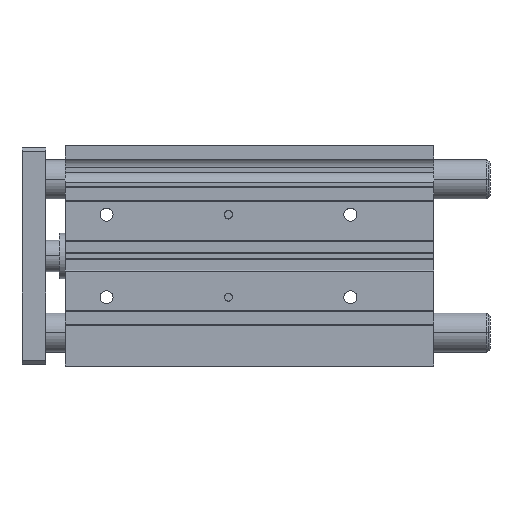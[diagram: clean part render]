
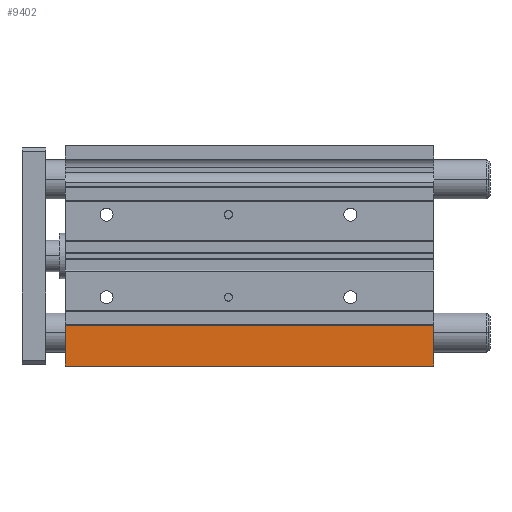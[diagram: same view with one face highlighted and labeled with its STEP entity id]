
A CAD part, top view. The second image highlights one B-rep face of the part: STEP entity #9402.
In plain terms, the highlighted planar face has unit normal (0, 0, 1).
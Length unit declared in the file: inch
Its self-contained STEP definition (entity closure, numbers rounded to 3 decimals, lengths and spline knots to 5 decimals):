
#94 = VERTEX_POINT ( 'NONE', #5378 ) ;
#265 = CARTESIAN_POINT ( 'NONE',  ( 0., -2.20472, 0.94488 ) ) ;
#679 = VERTEX_POINT ( 'NONE', #265 ) ;
#918 = PLANE ( 'NONE',  #8208 ) ;
#1160 = VERTEX_POINT ( 'NONE', #5523 ) ;
#1202 = LINE ( 'NONE', #3934, #11221 ) ;
#1250 = VECTOR ( 'NONE', #3524, 39.37008 ) ;
#2254 = CARTESIAN_POINT ( 'NONE',  ( 7.38189, -2.20472, 0.94488 ) ) ;
#2566 = DIRECTION ( 'NONE',  ( 0., 0., -1. ) ) ;
#2811 = CARTESIAN_POINT ( 'NONE',  ( 7.38189, -1.3878, 0.94488 ) ) ;
#3524 = DIRECTION ( 'NONE',  ( 0., -1., 0. ) ) ;
#3614 = CARTESIAN_POINT ( 'NONE',  ( 7.38189, -1.3878, 0.94488 ) ) ;
#3738 = EDGE_CURVE ( 'NONE', #1160, #679, #11872, .T. ) ;
#3934 = CARTESIAN_POINT ( 'NONE',  ( 7.38189, -1.3878, 0.94488 ) ) ;
#4163 = EDGE_CURVE ( 'NONE', #94, #679, #5759, .T. ) ;
#4836 = ORIENTED_EDGE ( 'NONE', *, *, #11058, .F. ) ;
#4848 = EDGE_CURVE ( 'NONE', #9941, #1160, #5371, .T. ) ;
#5371 = LINE ( 'NONE', #3614, #8753 ) ;
#5378 = CARTESIAN_POINT ( 'NONE',  ( 7.38189, -2.20472, 0.94488 ) ) ;
#5461 = FACE_OUTER_BOUND ( 'NONE', #6110, .T. ) ;
#5523 = CARTESIAN_POINT ( 'NONE',  ( 0., -1.3878, 0.94488 ) ) ;
#5759 = LINE ( 'NONE', #2254, #11945 ) ;
#5818 = DIRECTION ( 'NONE',  ( 0., -1., 0. ) ) ;
#5957 = DIRECTION ( 'NONE',  ( -1., 0., 0. ) ) ;
#6110 = EDGE_LOOP ( 'NONE', ( #11011, #9456, #4836, #10646 ) ) ;
#8208 = AXIS2_PLACEMENT_3D ( 'NONE', #2811, #2566, #9206 ) ;
#8338 = CARTESIAN_POINT ( 'NONE',  ( 7.38189, -1.3878, 0.94488 ) ) ;
#8753 = VECTOR ( 'NONE', #11839, 39.37008 ) ;
#9206 = DIRECTION ( 'NONE',  ( 0., -1., 0. ) ) ;
#9402 = ADVANCED_FACE ( 'NONE', ( #5461 ), #918, .F. ) ;
#9456 = ORIENTED_EDGE ( 'NONE', *, *, #4163, .F. ) ;
#9941 = VERTEX_POINT ( 'NONE', #8338 ) ;
#10646 = ORIENTED_EDGE ( 'NONE', *, *, #4848, .T. ) ;
#11011 = ORIENTED_EDGE ( 'NONE', *, *, #3738, .T. ) ;
#11058 = EDGE_CURVE ( 'NONE', #9941, #94, #1202, .T. ) ;
#11221 = VECTOR ( 'NONE', #5818, 39.37008 ) ;
#11755 = CARTESIAN_POINT ( 'NONE',  ( 0., -1.3878, 0.94488 ) ) ;
#11839 = DIRECTION ( 'NONE',  ( -1., 0., 0. ) ) ;
#11872 = LINE ( 'NONE', #11755, #1250 ) ;
#11945 = VECTOR ( 'NONE', #5957, 39.37008 ) ;
